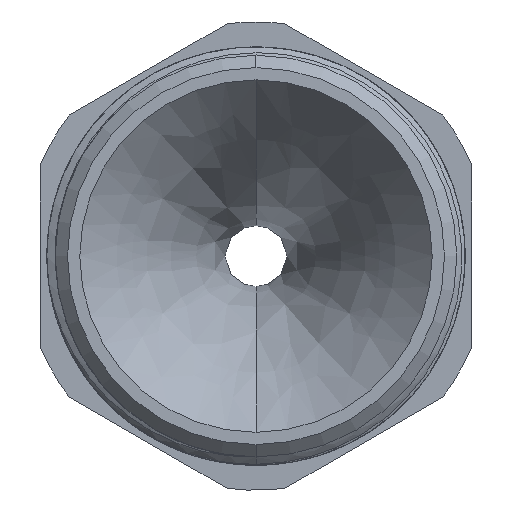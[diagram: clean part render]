
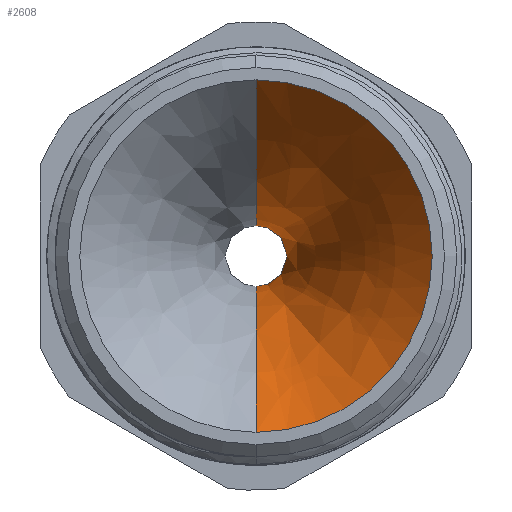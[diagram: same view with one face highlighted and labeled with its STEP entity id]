
A CAD part, left-side view. The second image highlights one B-rep face of the part: STEP entity #2608.
In plain terms, the highlighted free-form (B-spline) face has degree [3, 3] with [6, 4] control points.
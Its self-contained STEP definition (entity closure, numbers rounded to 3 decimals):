
#180 = CARTESIAN_POINT ( 'NONE',  ( 46.678, -10.009, 5.004 ) ) ;
#185 = CARTESIAN_POINT ( 'NONE',  ( 57.292, 0., 9.662 ) ) ;
#223 = ORIENTED_EDGE ( 'NONE', *, *, #3627, .T. ) ;
#276 = B_SPLINE_CURVE_WITH_KNOTS ( 'NONE', 3,
 ( #635, #4475, #1378, #2572, #995, #1762 ),
 .UNSPECIFIED., .F., .F.,
 ( 4, 1, 1, 4 ),
 ( 0., 0.416, 0.516, 1. ),
 .UNSPECIFIED. ) ;
#331 = CARTESIAN_POINT ( 'NONE',  ( 0., 0., -28.6 ) ) ;
#403 = ORIENTED_EDGE ( 'NONE', *, *, #1360, .T. ) ;
#468 = CARTESIAN_POINT ( 'NONE',  ( 43.785, 0., -4.835 ) ) ;
#585 = CARTESIAN_POINT ( 'NONE',  ( 43.785, 0., 4.835 ) ) ;
#596 = CARTESIAN_POINT ( 'NONE',  ( 0., 0., 28.6 ) ) ;
#635 = CARTESIAN_POINT ( 'NONE',  ( 0., 0., -28.6 ) ) ;
#754 = DIRECTION ( 'NONE',  ( -1., 0., 0. ) ) ;
#805 = DIRECTION ( 'NONE',  ( 0., 0., 1. ) ) ;
#876 = CARTESIAN_POINT ( 'NONE',  ( 0., 0., -28.6 ) ) ;
#951 = ORIENTED_EDGE ( 'NONE', *, *, #1120, .F. ) ;
#995 = CARTESIAN_POINT ( 'NONE',  ( 57.292, 0., -9.662 ) ) ;
#1009 = CARTESIAN_POINT ( 'NONE',  ( 0., -57.2, 28.6 ) ) ;
#1024 = CARTESIAN_POINT ( 'NONE',  ( 46.678, 0., 5.004 ) ) ;
#1028 = CARTESIAN_POINT ( 'NONE',  ( 20.314, 0., 8.956 ) ) ;
#1079 = CARTESIAN_POINT ( 'NONE',  ( 61., -19.3, -9.65 ) ) ;
#1120 = EDGE_CURVE ( 'NONE', #1805, #2586, #2448, .T. ) ;
#1171 = VERTEX_POINT ( 'NONE', #1927 ) ;
#1200 = CARTESIAN_POINT ( 'NONE',  ( 61., 0., 9.65 ) ) ;
#1352 = CARTESIAN_POINT ( 'NONE',  ( 61., 0., 9.65 ) ) ;
#1360 = EDGE_CURVE ( 'NONE', #2009, #1171, #4235, .T. ) ;
#1378 = CARTESIAN_POINT ( 'NONE',  ( 43.785, 0., -4.835 ) ) ;
#1436 = CARTESIAN_POINT ( 'NONE',  ( 61., 0., 9.65 ) ) ;
#1531 = EDGE_LOOP ( 'NONE', ( #403, #223, #951, #4269 ) ) ;
#1621 = EDGE_CURVE ( 'NONE', #2009, #1805, #276, .T. ) ;
#1759 =( BOUNDED_SURFACE ( )  B_SPLINE_SURFACE ( 3, 3, ( 
 ( #331, #3425, #1009, #596 ),
 ( #4714, #3997, #2852, #3960 ),
 ( #468, #2088, #4734, #585 ),
 ( #4501, #3301, #180, #1024 ),
 ( #4827, #4526, #3331, #2573 ),
 ( #2144, #1079, #2546, #1352 ) ),
 .UNSPECIFIED., .F., .F., .T. ) 
 B_SPLINE_SURFACE_WITH_KNOTS ( ( 4, 1, 1, 4 ),
 ( 4, 4 ),
 ( 0., 0.416, 0.516, 1. ),
 ( 0., 1. ),
 .UNSPECIFIED. ) 
 GEOMETRIC_REPRESENTATION_ITEM ( )  RATIONAL_B_SPLINE_SURFACE ( (
 ( 1., 0.333, 0.333, 1.),
 ( 1., 0.333, 0.333, 1.),
 ( 1., 0.333, 0.333, 1.),
 ( 1., 0.333, 0.333, 1.),
 ( 1., 0.333, 0.333, 1.),
 ( 1., 0.333, 0.333, 1.) ) ) 
 REPRESENTATION_ITEM ( '' )  SURFACE ( )  );
#1762 = CARTESIAN_POINT ( 'NONE',  ( 61., 0., -9.65 ) ) ;
#1805 = VERTEX_POINT ( 'NONE', #4047 ) ;
#1927 = CARTESIAN_POINT ( 'NONE',  ( 0., 0., 28.6 ) ) ;
#1953 = CARTESIAN_POINT ( 'NONE',  ( 61., 0., 0. ) ) ;
#2009 = VERTEX_POINT ( 'NONE', #876 ) ;
#2088 = CARTESIAN_POINT ( 'NONE',  ( 43.785, -9.671, -4.835 ) ) ;
#2144 = CARTESIAN_POINT ( 'NONE',  ( 61., 0., -9.65 ) ) ;
#2448 = CIRCLE ( 'NONE', #2774, 9.65 ) ;
#2546 = CARTESIAN_POINT ( 'NONE',  ( 61., -19.3, 9.65 ) ) ;
#2572 = CARTESIAN_POINT ( 'NONE',  ( 46.678, 0., -5.004 ) ) ;
#2573 = CARTESIAN_POINT ( 'NONE',  ( 57.292, 0., 9.662 ) ) ;
#2586 = VERTEX_POINT ( 'NONE', #1200 ) ;
#2608 = ADVANCED_FACE ( 'NONE', ( #2746 ), #1759, .F. ) ;
#2713 = DIRECTION ( 'NONE',  ( 0., 0., 1. ) ) ;
#2735 = CARTESIAN_POINT ( 'NONE',  ( 0., 0., 0. ) ) ;
#2746 = FACE_OUTER_BOUND ( 'NONE', #1531, .T. ) ;
#2774 = AXIS2_PLACEMENT_3D ( 'NONE', #1953, #754, #2713 ) ;
#2852 = CARTESIAN_POINT ( 'NONE',  ( 20.314, -17.912, 8.956 ) ) ;
#3260 = CARTESIAN_POINT ( 'NONE',  ( 43.785, 0., 4.835 ) ) ;
#3301 = CARTESIAN_POINT ( 'NONE',  ( 46.678, -10.009, -5.004 ) ) ;
#3305 = CARTESIAN_POINT ( 'NONE',  ( 0., 0., 28.6 ) ) ;
#3331 = CARTESIAN_POINT ( 'NONE',  ( 57.292, -19.324, 9.662 ) ) ;
#3425 = CARTESIAN_POINT ( 'NONE',  ( 0., -57.2, -28.6 ) ) ;
#3627 = EDGE_CURVE ( 'NONE', #1171, #2586, #4751, .T. ) ;
#3960 = CARTESIAN_POINT ( 'NONE',  ( 20.314, 0., 8.956 ) ) ;
#3997 = CARTESIAN_POINT ( 'NONE',  ( 20.314, -17.912, -8.956 ) ) ;
#4047 = CARTESIAN_POINT ( 'NONE',  ( 61., 0., -9.65 ) ) ;
#4235 = CIRCLE ( 'NONE', #4867, 28.6 ) ;
#4269 = ORIENTED_EDGE ( 'NONE', *, *, #1621, .F. ) ;
#4287 = DIRECTION ( 'NONE',  ( -1., 0., 0. ) ) ;
#4475 = CARTESIAN_POINT ( 'NONE',  ( 20.314, 0., -8.956 ) ) ;
#4501 = CARTESIAN_POINT ( 'NONE',  ( 46.678, 0., -5.004 ) ) ;
#4526 = CARTESIAN_POINT ( 'NONE',  ( 57.292, -19.324, -9.662 ) ) ;
#4714 = CARTESIAN_POINT ( 'NONE',  ( 20.314, 0., -8.956 ) ) ;
#4734 = CARTESIAN_POINT ( 'NONE',  ( 43.785, -9.671, 4.835 ) ) ;
#4751 = B_SPLINE_CURVE_WITH_KNOTS ( 'NONE', 3,
 ( #3305, #1028, #3260, #4854, #185, #1436 ),
 .UNSPECIFIED., .F., .F.,
 ( 4, 1, 1, 4 ),
 ( 0., 0.416, 0.516, 1. ),
 .UNSPECIFIED. ) ;
#4827 = CARTESIAN_POINT ( 'NONE',  ( 57.292, 0., -9.662 ) ) ;
#4854 = CARTESIAN_POINT ( 'NONE',  ( 46.678, 0., 5.004 ) ) ;
#4867 = AXIS2_PLACEMENT_3D ( 'NONE', #2735, #4287, #805 ) ;
